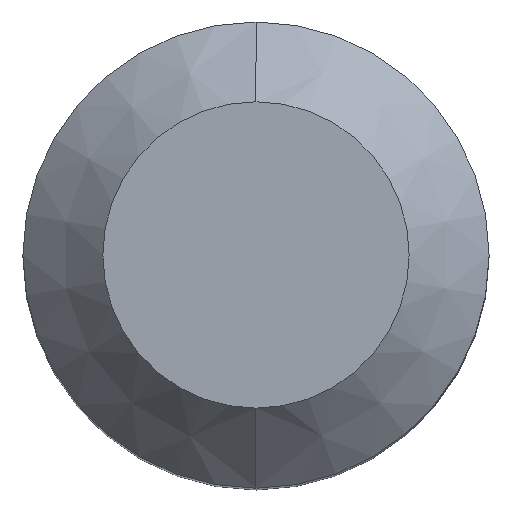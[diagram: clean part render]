
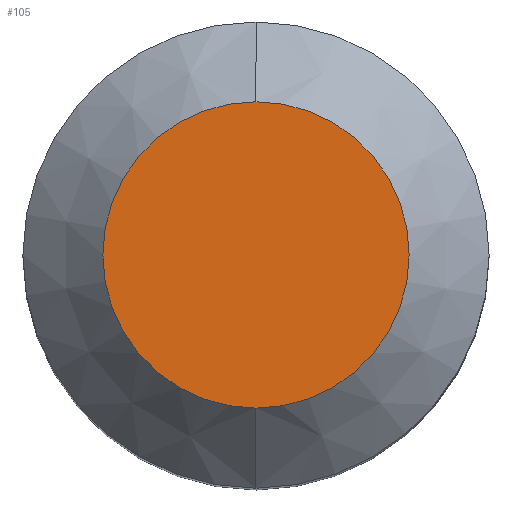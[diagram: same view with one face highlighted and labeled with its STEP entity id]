
A CAD part, top view. The second image highlights one B-rep face of the part: STEP entity #105.
In plain terms, the highlighted planar face has unit normal (0, 0, 1).
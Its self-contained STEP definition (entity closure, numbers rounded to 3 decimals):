
#105=ADVANCED_FACE('',(#239),#240,.T.);
#167=VERTEX_POINT('',#309);
#171=VERTEX_POINT('',#313);
#175=EDGE_CURVE('',#167,#171,#317,.T.);
#177=EDGE_CURVE('',#171,#167,#319,.T.);
#239=FACE_OUTER_BOUND('',#374,.T.);
#240=PLANE('',#375);
#309=CARTESIAN_POINT('',(0.,1.15,9.8));
#313=CARTESIAN_POINT('',(0.,-1.15,9.8));
#317=CIRCLE('',#478,1.15);
#319=CIRCLE('',#481,1.15);
#374=EDGE_LOOP('',(#558,#559));
#375=AXIS2_PLACEMENT_3D('',#560,#561,#562);
#478=AXIS2_PLACEMENT_3D('',#635,#636,#637);
#481=AXIS2_PLACEMENT_3D('',#638,#639,#640);
#558=ORIENTED_EDGE('',*,*,#175,.T.);
#559=ORIENTED_EDGE('',*,*,#177,.T.);
#560=CARTESIAN_POINT('',(0.,0.575,9.8));
#561=DIRECTION('',(0.,0.,1.0));
#562=DIRECTION('',(1.0,0.,0.0));
#635=CARTESIAN_POINT('',(0.,0.,9.8));
#636=DIRECTION('',(0.,0.,1.0));
#637=DIRECTION('',(0.,1.0,0.));
#638=CARTESIAN_POINT('',(0.,0.,9.8));
#639=DIRECTION('',(0.,0.,1.0));
#640=DIRECTION('',(0.,1.0,0.));
